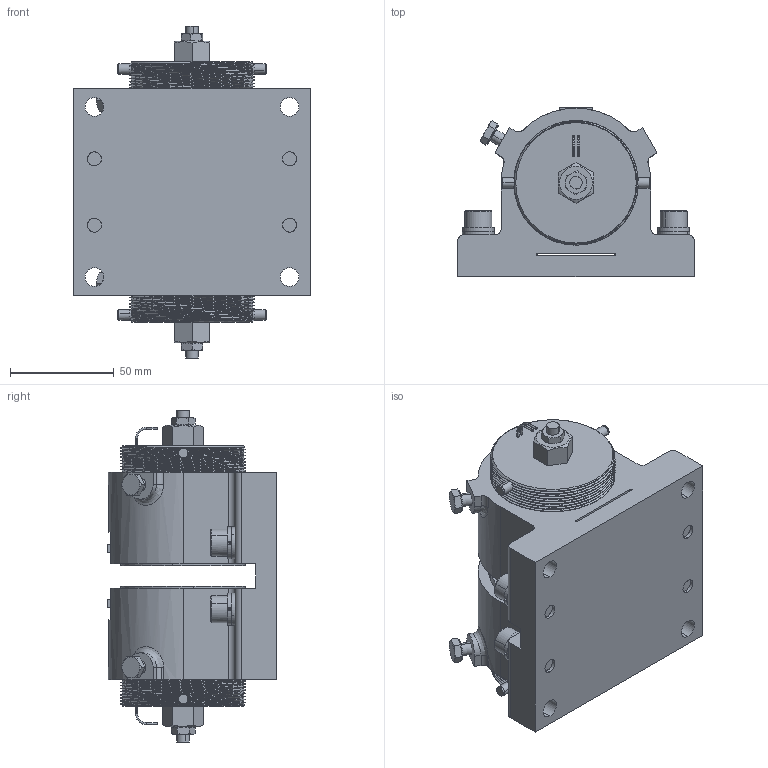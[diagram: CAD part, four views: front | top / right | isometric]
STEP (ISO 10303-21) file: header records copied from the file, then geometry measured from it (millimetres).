
FILE_DESCRIPTION (( 'STEP AP203' ), '1' );
FILE_NAME ('NGDB-20(Web—p).STEP', '2025-12-11T01:22:25', ( '' ), ( '' ), 'SwSTEP 2.0', 'SolidWorks 2024', '' );
FILE_SCHEMA (( 'CONFIG_CONTROL_DESIGN' ));
Products named in the file (1): NGDB-20(Web用)
Bounding box: 114 x 81.45 x 159.9 mm (x, y, z)
Volume: 626237.1 mm3; surface area: 104569.7 mm2
Topology: 1 solids, 1 shells, 612 faces, 1538 edges, 960 vertices
Faces by surface type: plane 228, cylinder 210, cone 100, bspline 46, torus 28
Entity records: 59219 total; most frequent: CARTESIAN_POINT 44949, ORIENTED_EDGE 3060, DIRECTION 2910, EDGE_CURVE 1530, AXIS2_PLACEMENT_3D 1143, VERTEX_POINT 960, EDGE_LOOP 676, VECTOR 624
